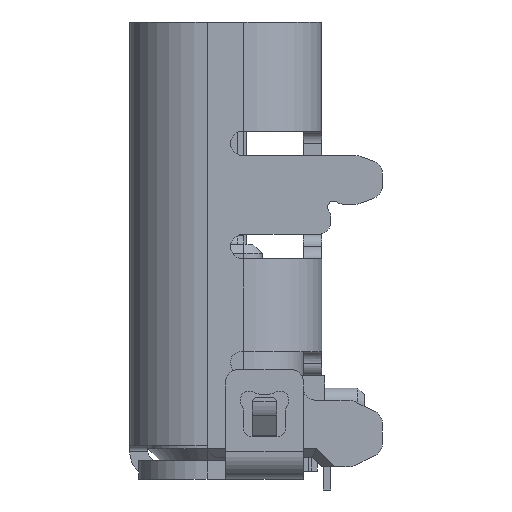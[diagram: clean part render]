
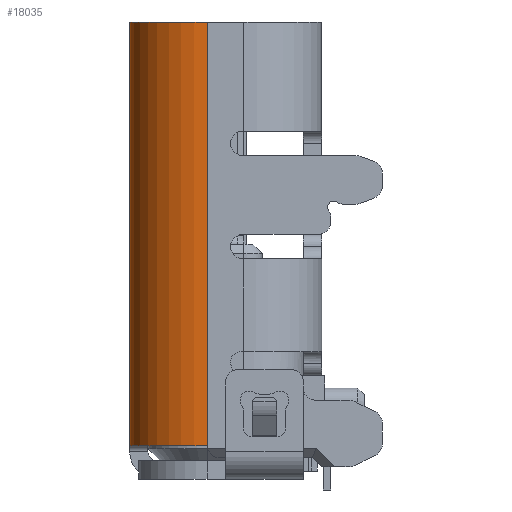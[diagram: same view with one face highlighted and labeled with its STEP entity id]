
A CAD part, left-side view. The second image highlights one B-rep face of the part: STEP entity #18035.
In plain terms, the highlighted cylindrical face has radius 1.28 mm (diameter 2.56 mm), a partial arc.
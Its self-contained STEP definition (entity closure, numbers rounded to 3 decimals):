
#228=CYLINDRICAL_SURFACE('',#19520,1.28);
#725=CIRCLE('',#19521,1.28);
#726=CIRCLE('',#19522,1.28);
#1587=FACE_OUTER_BOUND('',#2599,.T.);
#2599=EDGE_LOOP('',(#15155,#15156,#15157,#15158));
#4542=LINE('',#29225,#6646);
#4611=LINE('',#29444,#6715);
#6646=VECTOR('',#23746,1000.);
#6715=VECTOR('',#23885,1000.);
#8512=VERTEX_POINT('',#29209);
#8518=VERTEX_POINT('',#29223);
#8604=VERTEX_POINT('',#29441);
#8605=VERTEX_POINT('',#29443);
#10842=EDGE_CURVE('',#8518,#8512,#4542,.T.);
#10943=EDGE_CURVE('',#8605,#8604,#4611,.T.);
#10945=EDGE_CURVE('',#8512,#8604,#725,.T.);
#10946=EDGE_CURVE('',#8518,#8605,#726,.T.);
#15155=ORIENTED_EDGE('',*,*,#10945,.F.);
#15156=ORIENTED_EDGE('',*,*,#10842,.F.);
#15157=ORIENTED_EDGE('',*,*,#10946,.T.);
#15158=ORIENTED_EDGE('',*,*,#10943,.T.);
#18035=ADVANCED_FACE('',(#1587),#228,.T.);
#19520=AXIS2_PLACEMENT_3D('',#29446,#23888,#23889);
#19521=AXIS2_PLACEMENT_3D('',#29447,#23890,#23891);
#19522=AXIS2_PLACEMENT_3D('',#29448,#23892,#23893);
#23746=DIRECTION('',(0.,0.,1.));
#23885=DIRECTION('',(0.,0.,1.));
#23888=DIRECTION('center_axis',(0.,0.,1.));
#23889=DIRECTION('ref_axis',(1.,0.,0.));
#23890=DIRECTION('center_axis',(0.,0.,1.));
#23891=DIRECTION('ref_axis',(-1.,0.,0.));
#23892=DIRECTION('center_axis',(0.,0.,1.));
#23893=DIRECTION('ref_axis',(-1.,0.,0.));
#29209=CARTESIAN_POINT('',(-3.19,4.91,31.75));
#29223=CARTESIAN_POINT('',(-3.19,4.91,24.77));
#29225=CARTESIAN_POINT('',(-3.19,4.91,24.77));
#29441=CARTESIAN_POINT('',(-4.47,3.63,31.75));
#29443=CARTESIAN_POINT('',(-4.47,3.63,24.77));
#29444=CARTESIAN_POINT('',(-4.47,3.63,24.77));
#29446=CARTESIAN_POINT('Origin',(-3.19,3.63,24.77));
#29447=CARTESIAN_POINT('Origin',(-3.19,3.63,31.75));
#29448=CARTESIAN_POINT('Origin',(-3.19,3.63,24.77));
